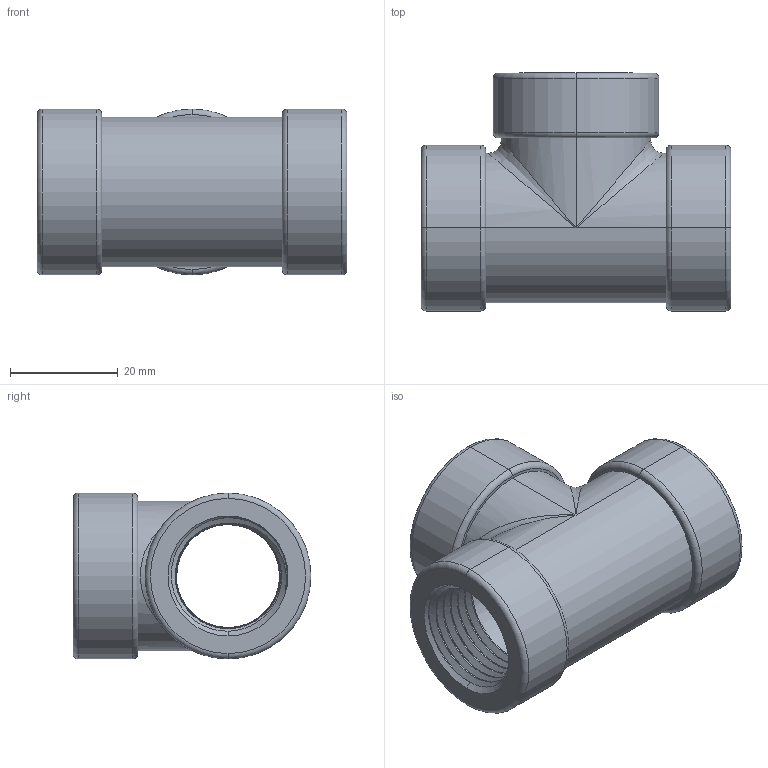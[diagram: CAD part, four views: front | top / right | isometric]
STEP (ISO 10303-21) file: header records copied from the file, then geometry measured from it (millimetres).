
FILE_DESCRIPTION (( 'STEP AP203' ), '1' );
FILE_NAME ('4464K51_304 Stainless Steel Threaded Pipe Fitting.STEP', '2021-09-09T03:59:15', ( 'Administrator' ), ( 'Managed by Terraform' ), 'SwSTEP 2.0', 'SolidWorks 2017', '' );
FILE_SCHEMA (( 'CONFIG_CONTROL_DESIGN' ));
Length unit declared in the file: inch
Products named in the file (1): 4464K51_304 Stainless Steel Threaded Pipe Fitting
Bounding box: 57.4 x 44.07 x 30.73 mm (x, y, z)
Volume: 23086.9 mm3; surface area: 13999 mm2
Topology: 1 solids, 1 shells, 98 faces, 259 edges, 161 vertices
Faces by surface type: cone 49, cylinder 16, torus 12, bspline 12, plane 9
Entity records: 14090 total; most frequent: CARTESIAN_POINT 11848, ORIENTED_EDGE 510, DIRECTION 362, EDGE_CURVE 255, VERTEX_POINT 161, AXIS2_PLACEMENT_3D 142, B_SPLINE_CURVE_WITH_KNOTS 116, EDGE_LOOP 104
